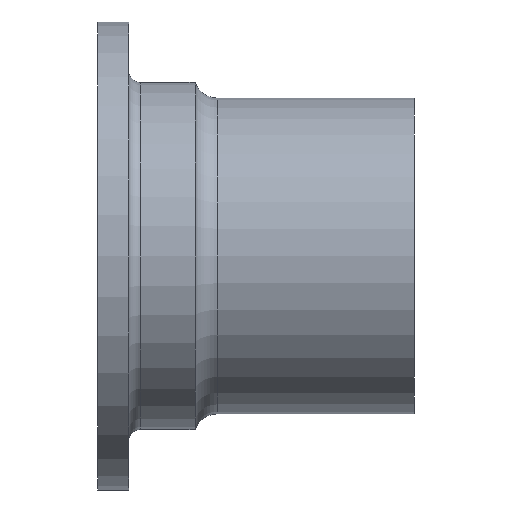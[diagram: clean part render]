
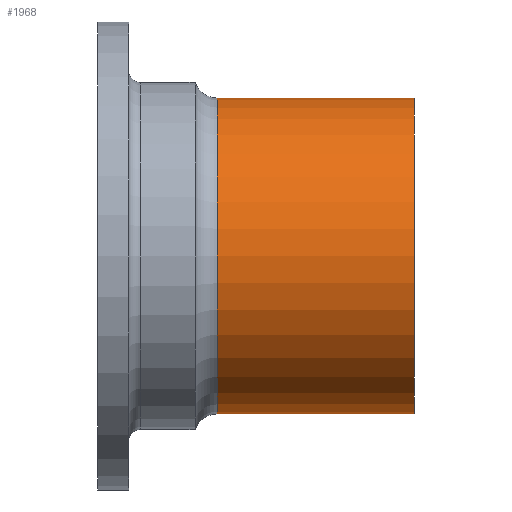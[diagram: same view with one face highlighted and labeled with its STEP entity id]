
A CAD part, left-side view. The second image highlights one B-rep face of the part: STEP entity #1968.
In plain terms, the highlighted cylindrical face has radius 40.5 mm (diameter 81 mm), a partial arc.
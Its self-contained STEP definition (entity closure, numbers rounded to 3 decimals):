
#1 = LINE ( 'NONE', #1846, #746 ) ;
#11 = LINE ( 'NONE', #1695, #1353 ) ;
#25 = DIRECTION ( 'NONE',  ( 0., -1., 0. ) ) ;
#77 = DIRECTION ( 'NONE',  ( 0., 0., 1. ) ) ;
#111 = EDGE_CURVE ( 'NONE', #235, #718, #687, .T. ) ;
#235 = VERTEX_POINT ( 'NONE', #627 ) ;
#257 = CARTESIAN_POINT ( 'NONE',  ( 0., 50.593, 0. ) ) ;
#311 = DIRECTION ( 'NONE',  ( 0., -1., 0. ) ) ;
#431 = ORIENTED_EDGE ( 'NONE', *, *, #1093, .F. ) ;
#550 = DIRECTION ( 'NONE',  ( 0., -1., 0. ) ) ;
#579 = ORIENTED_EDGE ( 'NONE', *, *, #1971, .F. ) ;
#627 = CARTESIAN_POINT ( 'NONE',  ( 0., 50.593, 40.5 ) ) ;
#642 = DIRECTION ( 'NONE',  ( 0., 0., -1. ) ) ;
#687 = CIRCLE ( 'NONE', #942, 40.5 ) ;
#718 = VERTEX_POINT ( 'NONE', #1705 ) ;
#746 = VECTOR ( 'NONE', #1088, 1000. ) ;
#781 = AXIS2_PLACEMENT_3D ( 'NONE', #791, #25, #1654 ) ;
#791 = CARTESIAN_POINT ( 'NONE',  ( 0., 0., 0. ) ) ;
#938 = FACE_OUTER_BOUND ( 'NONE', #1593, .T. ) ;
#942 = AXIS2_PLACEMENT_3D ( 'NONE', #257, #550, #77 ) ;
#958 = CYLINDRICAL_SURFACE ( 'NONE', #1515, 40.5 ) ;
#998 = VERTEX_POINT ( 'NONE', #1027 ) ;
#1027 = CARTESIAN_POINT ( 'NONE',  ( 0., 0., 40.5 ) ) ;
#1041 = ORIENTED_EDGE ( 'NONE', *, *, #111, .T. ) ;
#1053 = EDGE_CURVE ( 'NONE', #718, #1932, #11, .T. ) ;
#1088 = DIRECTION ( 'NONE',  ( 0., -1., 0. ) ) ;
#1093 = EDGE_CURVE ( 'NONE', #235, #998, #1, .T. ) ;
#1343 = CARTESIAN_POINT ( 'NONE',  ( 0., 0., 0. ) ) ;
#1353 = VECTOR ( 'NONE', #311, 1000. ) ;
#1361 = CARTESIAN_POINT ( 'NONE',  ( 0., 0., -40.5 ) ) ;
#1515 = AXIS2_PLACEMENT_3D ( 'NONE', #1343, #1957, #642 ) ;
#1593 = EDGE_LOOP ( 'NONE', ( #431, #1041, #1651, #579 ) ) ;
#1651 = ORIENTED_EDGE ( 'NONE', *, *, #1053, .T. ) ;
#1654 = DIRECTION ( 'NONE',  ( 0., 0., -1. ) ) ;
#1695 = CARTESIAN_POINT ( 'NONE',  ( 0., 0., -40.5 ) ) ;
#1705 = CARTESIAN_POINT ( 'NONE',  ( 0., 50.593, -40.5 ) ) ;
#1846 = CARTESIAN_POINT ( 'NONE',  ( 0., 0., 40.5 ) ) ;
#1932 = VERTEX_POINT ( 'NONE', #1361 ) ;
#1935 = CIRCLE ( 'NONE', #781, 40.5 ) ;
#1957 = DIRECTION ( 'NONE',  ( 0., -1., 0. ) ) ;
#1968 = ADVANCED_FACE ( 'NONE', ( #938 ), #958, .T. ) ;
#1971 = EDGE_CURVE ( 'NONE', #998, #1932, #1935, .T. ) ;
